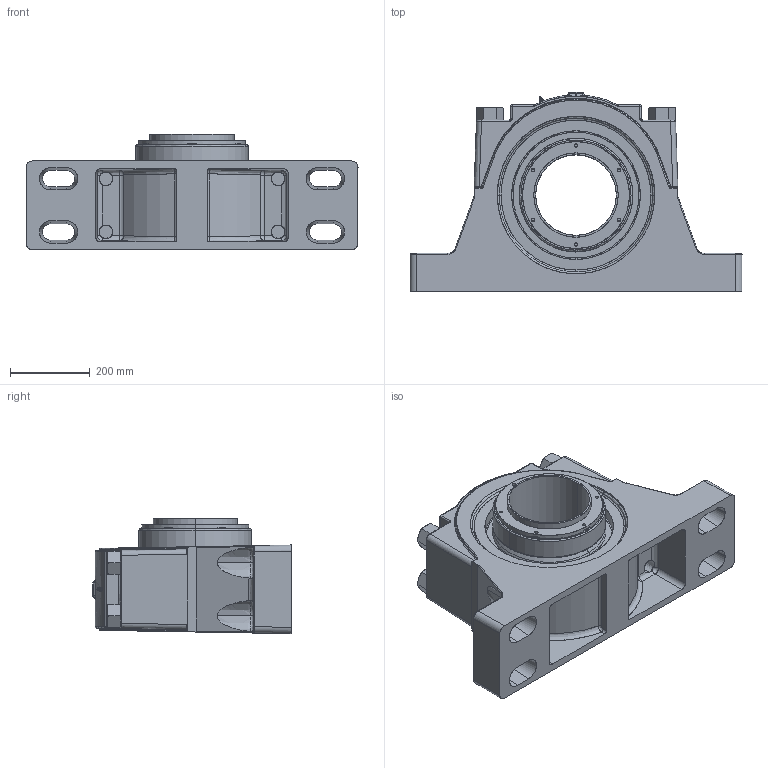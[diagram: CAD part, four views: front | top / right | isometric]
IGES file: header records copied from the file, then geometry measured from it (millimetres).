
Start section: SolidWorks IGES file using analytic representation for surfaces
Global section: file name: USDEFAU0812161971692.igs; native system: SolidWorks 2017; preprocessor: SolidWorks 2017; author: partstream; date: 170812.161917; units: inch
Bounding box: 831.85 x 498.6 x 289.05 mm (x, y, z)
Surface area: 2428860.4 mm2 (no closed solid volume)
Topology: 0 solids, 0 shells, 930 faces, 16749 edges, 16738 vertices
Faces by surface type: bspline 525, revolution 405
